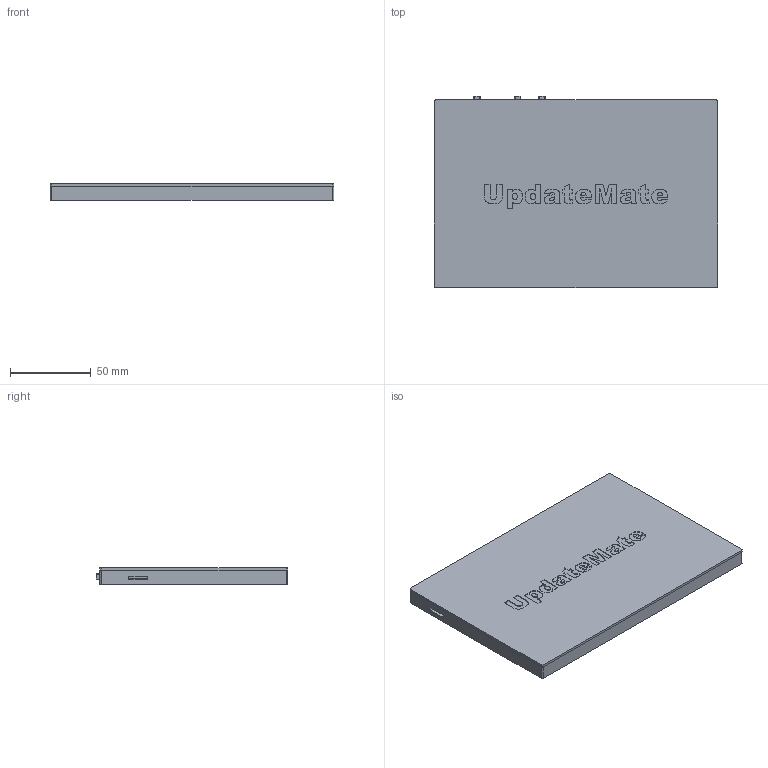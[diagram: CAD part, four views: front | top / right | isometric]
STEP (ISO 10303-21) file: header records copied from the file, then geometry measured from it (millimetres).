
FILE_DESCRIPTION(/* description */ (''),/* implementation_level */ '2;1');
FILE_NAME(/* name */ 'updateMateBox.step',/* time_stamp */ '2025-07-15T15:14:31+03:00',/* author */ (''),/* organization */ (''),/* preprocessor_version */ 'ST-DEVELOPER v20.1',/* originating_system */ 'Autodesk Translation Framework v14.10.0.0',/* authorisation */ '');
FILE_SCHEMA (('AUTOMOTIVE_DESIGN { 1 0 10303 214 3 1 1 }'));
Length unit declared in the file: millimetre
Products named in the file (2): SmallerBox; lid 
Assembly tree (1 placements, depth 2):
  SmallerBox
    lid 
Bounding box: 175.2 x 118.55 x 10.2 mm (x, y, z)
Volume: 57046.2 mm3; surface area: 65368.6 mm2
Topology: 5 solids, 5 shells, 498 faces, 1354 edges, 890 vertices
Faces by surface type: plane 284, bspline 171, cylinder 43
Entity records: 17129 total; most frequent: CARTESIAN_POINT 5544, ORIENTED_EDGE 2708, DIRECTION 1794, EDGE_CURVE 1354, LINE 938, VECTOR 938, VERTEX_POINT 890, EDGE_LOOP 536
